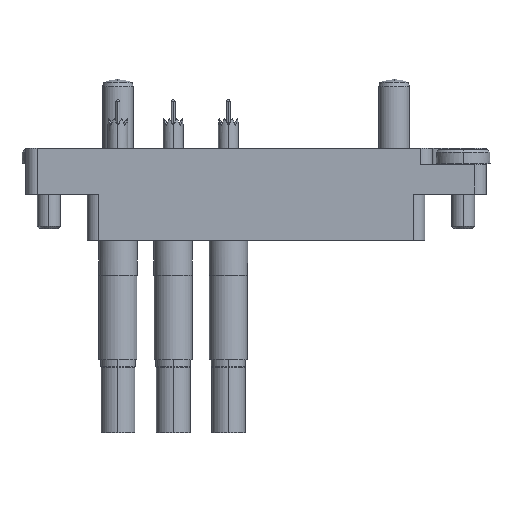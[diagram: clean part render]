
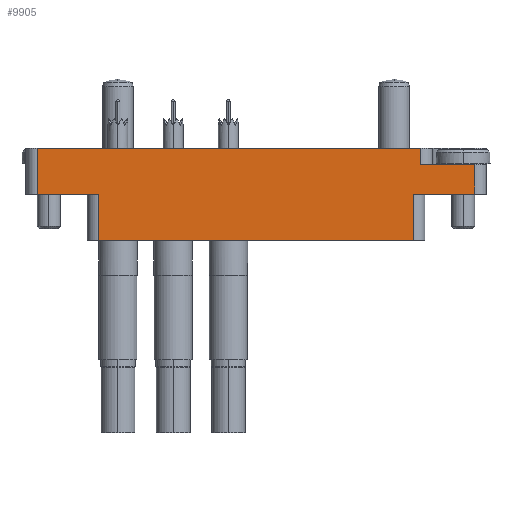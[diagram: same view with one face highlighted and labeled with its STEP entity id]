
A CAD part, left-side view. The second image highlights one B-rep face of the part: STEP entity #9905.
In plain terms, the highlighted face is planar.
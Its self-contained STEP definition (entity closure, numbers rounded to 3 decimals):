
#281 = DIRECTION ( 'NONE',  ( 0., 1., 0. ) ) ;
#908 = CARTESIAN_POINT ( 'NONE',  ( 21.5, 6., 14.35 ) ) ;
#1271 = CARTESIAN_POINT ( 'NONE',  ( -20.5, 0., 14.35 ) ) ;
#1326 = EDGE_CURVE ( 'NONE', #25566, #12968, #2093, .T. ) ;
#1397 = LINE ( 'NONE', #1271, #22258 ) ;
#1481 = DIRECTION ( 'NONE',  ( 0., 0., -1. ) ) ;
#1735 = ORIENTED_EDGE ( 'NONE', *, *, #12989, .F. ) ;
#2093 = LINE ( 'NONE', #24924, #15143 ) ;
#2443 = DIRECTION ( 'NONE',  ( 0., 1., 0. ) ) ;
#3202 = CARTESIAN_POINT ( 'NONE',  ( -28.5, 6., 14.35 ) ) ;
#3370 = CARTESIAN_POINT ( 'NONE',  ( -30., 6., 14.35 ) ) ;
#4317 = CARTESIAN_POINT ( 'NONE',  ( 21.5, 0., 14.35 ) ) ;
#4358 = LINE ( 'NONE', #10459, #14641 ) ;
#4765 = ORIENTED_EDGE ( 'NONE', *, *, #16304, .F. ) ;
#5106 = LINE ( 'NONE', #16936, #22978 ) ;
#5935 = DIRECTION ( 'NONE',  ( 1., 0., 0. ) ) ;
#5947 = CARTESIAN_POINT ( 'NONE',  ( 28.5, 3.9, 14.35 ) ) ;
#6067 = LINE ( 'NONE', #19999, #15916 ) ;
#6093 = VECTOR ( 'NONE', #14905, 1000. ) ;
#6146 = CARTESIAN_POINT ( 'NONE',  ( -20.5, 0., 14.35 ) ) ;
#6794 = LINE ( 'NONE', #13032, #6093 ) ;
#6996 = DIRECTION ( 'NONE',  ( 1., 0., 0. ) ) ;
#7130 = ORIENTED_EDGE ( 'NONE', *, *, #18631, .T. ) ;
#7151 = CARTESIAN_POINT ( 'NONE',  ( -20.5, -6., 14.35 ) ) ;
#7639 = DIRECTION ( 'NONE',  ( 0., -1., 0. ) ) ;
#7861 = LINE ( 'NONE', #23533, #11519 ) ;
#8437 = CARTESIAN_POINT ( 'NONE',  ( -28.5, 0., 14.35 ) ) ;
#8874 = VERTEX_POINT ( 'NONE', #6146 ) ;
#9346 = DIRECTION ( 'NONE',  ( 0., -1., 0. ) ) ;
#9905 = ADVANCED_FACE ( 'NONE', ( #15713 ), #13457, .F. ) ;
#9932 = CARTESIAN_POINT ( 'NONE',  ( 20.5, 0., 14.35 ) ) ;
#10177 = ORIENTED_EDGE ( 'NONE', *, *, #20314, .F. ) ;
#10199 = DIRECTION ( 'NONE',  ( 0., 1., 0. ) ) ;
#10289 = ORIENTED_EDGE ( 'NONE', *, *, #1326, .T. ) ;
#10431 = ORIENTED_EDGE ( 'NONE', *, *, #12825, .F. ) ;
#10459 = CARTESIAN_POINT ( 'NONE',  ( -22., -6., 14.35 ) ) ;
#10954 = VERTEX_POINT ( 'NONE', #7151 ) ;
#11519 = VECTOR ( 'NONE', #9346, 1000. ) ;
#12825 = EDGE_CURVE ( 'NONE', #8874, #21320, #6794, .T. ) ;
#12968 = VERTEX_POINT ( 'NONE', #9932 ) ;
#12989 = EDGE_CURVE ( 'NONE', #25566, #10954, #4358, .T. ) ;
#13032 = CARTESIAN_POINT ( 'NONE',  ( 30., 0., 14.35 ) ) ;
#13296 = ORIENTED_EDGE ( 'NONE', *, *, #18527, .F. ) ;
#13457 = PLANE ( 'NONE',  #14307 ) ;
#14096 = LINE ( 'NONE', #18319, #19727 ) ;
#14307 = AXIS2_PLACEMENT_3D ( 'NONE', #15846, #1481, #18076 ) ;
#14641 = VECTOR ( 'NONE', #18551, 1000. ) ;
#14905 = DIRECTION ( 'NONE',  ( -1., 0., 0. ) ) ;
#14962 = DIRECTION ( 'NONE',  ( -1., 0., 0. ) ) ;
#15143 = VECTOR ( 'NONE', #10199, 1000. ) ;
#15302 = VERTEX_POINT ( 'NONE', #908 ) ;
#15713 = FACE_OUTER_BOUND ( 'NONE', #16194, .T. ) ;
#15846 = CARTESIAN_POINT ( 'NONE',  ( -30., 0., 14.35 ) ) ;
#15916 = VECTOR ( 'NONE', #5935, 1000. ) ;
#16194 = EDGE_LOOP ( 'NONE', ( #1735, #10289, #13296, #18522, #4765, #24755, #10177, #7130, #10431, #25845 ) ) ;
#16304 = EDGE_CURVE ( 'NONE', #17006, #21769, #6067, .T. ) ;
#16500 = EDGE_CURVE ( 'NONE', #8874, #10954, #1397, .T. ) ;
#16540 = LINE ( 'NONE', #4317, #18745 ) ;
#16936 = CARTESIAN_POINT ( 'NONE',  ( 30., 0., 14.35 ) ) ;
#17006 = VERTEX_POINT ( 'NONE', #21297 ) ;
#17156 = EDGE_CURVE ( 'NONE', #18576, #21769, #14096, .T. ) ;
#18076 = DIRECTION ( 'NONE',  ( -1., 0., 0. ) ) ;
#18319 = CARTESIAN_POINT ( 'NONE',  ( 28.5, 3.9, 14.35 ) ) ;
#18522 = ORIENTED_EDGE ( 'NONE', *, *, #17156, .T. ) ;
#18527 = EDGE_CURVE ( 'NONE', #18576, #12968, #5106, .T. ) ;
#18551 = DIRECTION ( 'NONE',  ( -1., 0., 0. ) ) ;
#18576 = VERTEX_POINT ( 'NONE', #22062 ) ;
#18631 = EDGE_CURVE ( 'NONE', #19687, #21320, #7861, .T. ) ;
#18745 = VECTOR ( 'NONE', #2443, 1000. ) ;
#19122 = EDGE_CURVE ( 'NONE', #17006, #15302, #16540, .T. ) ;
#19141 = VECTOR ( 'NONE', #6996, 1000. ) ;
#19687 = VERTEX_POINT ( 'NONE', #3202 ) ;
#19727 = VECTOR ( 'NONE', #281, 1000. ) ;
#19999 = CARTESIAN_POINT ( 'NONE',  ( 30., 3.9, 14.35 ) ) ;
#20046 = CARTESIAN_POINT ( 'NONE',  ( 20.5, -6., 14.35 ) ) ;
#20314 = EDGE_CURVE ( 'NONE', #19687, #15302, #23674, .T. ) ;
#21297 = CARTESIAN_POINT ( 'NONE',  ( 21.5, 3.9, 14.35 ) ) ;
#21320 = VERTEX_POINT ( 'NONE', #8437 ) ;
#21769 = VERTEX_POINT ( 'NONE', #5947 ) ;
#22062 = CARTESIAN_POINT ( 'NONE',  ( 28.5, 0., 14.35 ) ) ;
#22258 = VECTOR ( 'NONE', #7639, 1000. ) ;
#22978 = VECTOR ( 'NONE', #14962, 1000. ) ;
#23533 = CARTESIAN_POINT ( 'NONE',  ( -28.5, 0., 14.35 ) ) ;
#23674 = LINE ( 'NONE', #3370, #19141 ) ;
#24755 = ORIENTED_EDGE ( 'NONE', *, *, #19122, .T. ) ;
#24924 = CARTESIAN_POINT ( 'NONE',  ( 20.5, 0., 14.35 ) ) ;
#25566 = VERTEX_POINT ( 'NONE', #20046 ) ;
#25845 = ORIENTED_EDGE ( 'NONE', *, *, #16500, .T. ) ;
